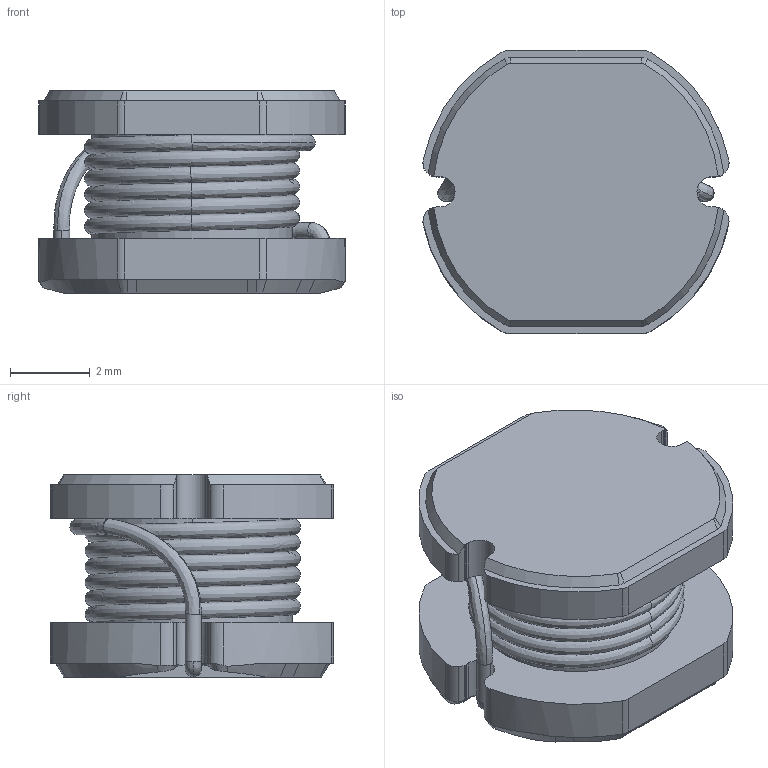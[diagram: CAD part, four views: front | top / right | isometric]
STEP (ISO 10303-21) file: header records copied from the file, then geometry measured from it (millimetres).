
FILE_DESCRIPTION((''),'2;1');
FILE_NAME('C-L000641-01','2023-08-07T07:07:15',('workeradm'),('TE Connectivity Ltd.'),'CREO PARAMETRIC BY PTC INC, 2021072','CREO PARAMETRIC BY PTC INC, 2021072','');
FILE_SCHEMA(('AUTOMOTIVE_DESIGN { 1 0 10303 214 1 1 1 1 }'));
Length unit declared in the file: millimetre
Products named in the file (1): C-L000641-01
Bounding box: 7.68 x 7.1 x 5.07 mm (x, y, z)
Volume: 162.6 mm3; surface area: 360.1 mm2
Topology: 1 solids, 1 shells, 208 faces, 643 edges, 428 vertices
Faces by surface type: cylinder 66, bspline 63, plane 53, cone 18, revolution 4, torus 4
Entity records: 13964 total; most frequent: CARTESIAN_POINT 8601, ORIENTED_EDGE 1278, DIRECTION 834, EDGE_CURVE 639, VERTEX_POINT 428, AXIS2_PLACEMENT_3D 313, B_SPLINE_CURVE_WITH_KNOTS 267, EDGE_LOOP 215
